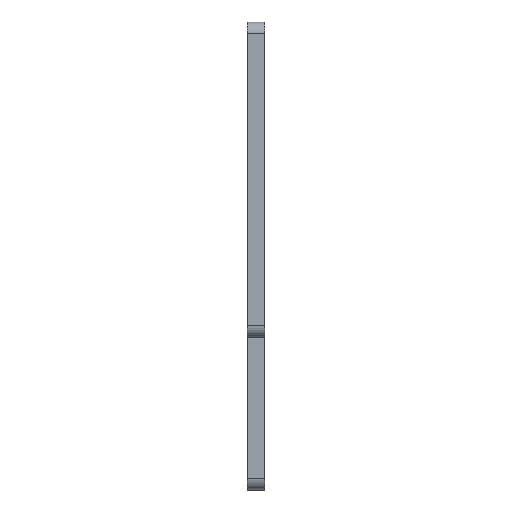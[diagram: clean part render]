
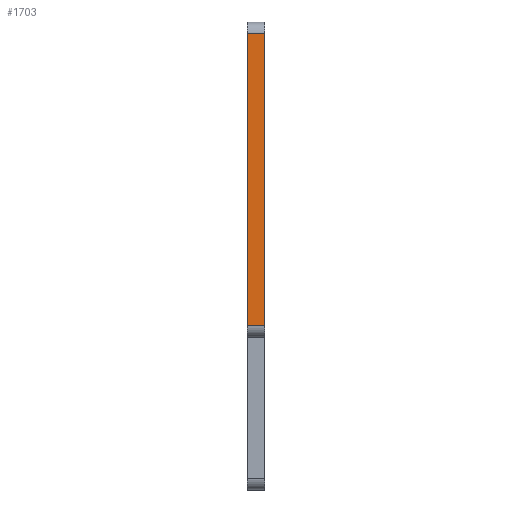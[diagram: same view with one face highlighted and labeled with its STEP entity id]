
A CAD part, top view. The second image highlights one B-rep face of the part: STEP entity #1703.
In plain terms, the highlighted planar face has unit normal (0, 0, 1).
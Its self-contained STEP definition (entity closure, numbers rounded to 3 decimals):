
#159=FACE_OUTER_BOUND('',#240,.T.);
#240=EDGE_LOOP('',(#1302,#1303,#1304,#1305));
#424=LINE('',#2652,#621);
#425=LINE('',#2655,#622);
#426=LINE('',#2657,#623);
#427=LINE('',#2658,#624);
#621=VECTOR('',#2162,3.);
#622=VECTOR('',#2165,50.);
#623=VECTOR('',#2166,50.);
#624=VECTOR('',#2167,3.);
#801=VERTEX_POINT('',#2648);
#802=VERTEX_POINT('',#2650);
#803=VERTEX_POINT('',#2654);
#804=VERTEX_POINT('',#2656);
#1012=EDGE_CURVE('',#802,#801,#424,.T.);
#1013=EDGE_CURVE('',#803,#801,#425,.T.);
#1014=EDGE_CURVE('',#804,#802,#426,.T.);
#1015=EDGE_CURVE('',#804,#803,#427,.T.);
#1302=ORIENTED_EDGE('',*,*,#1013,.T.);
#1303=ORIENTED_EDGE('',*,*,#1012,.F.);
#1304=ORIENTED_EDGE('',*,*,#1014,.F.);
#1305=ORIENTED_EDGE('',*,*,#1015,.T.);
#1628=PLANE('',#1826);
#1703=ADVANCED_FACE('',(#159),#1628,.F.);
#1826=AXIS2_PLACEMENT_3D('',#2653,#2163,#2164);
#2162=DIRECTION('',(1.,0.,0.));
#2163=DIRECTION('center_axis',(0.,0.,-1.));
#2164=DIRECTION('ref_axis',(0.,1.,0.));
#2165=DIRECTION('',(0.,1.,0.));
#2166=DIRECTION('',(0.,1.,0.));
#2167=DIRECTION('',(1.,0.,0.));
#2648=CARTESIAN_POINT('',(0.,91.,23.));
#2650=CARTESIAN_POINT('',(-3.,91.,23.));
#2652=CARTESIAN_POINT('',(-3.,91.,23.));
#2653=CARTESIAN_POINT('Origin',(-3.,41.,23.));
#2654=CARTESIAN_POINT('',(0.,41.,23.));
#2655=CARTESIAN_POINT('',(0.,41.,23.));
#2656=CARTESIAN_POINT('',(-3.,41.,23.));
#2657=CARTESIAN_POINT('',(-3.,41.,23.));
#2658=CARTESIAN_POINT('',(-3.,41.,23.));
